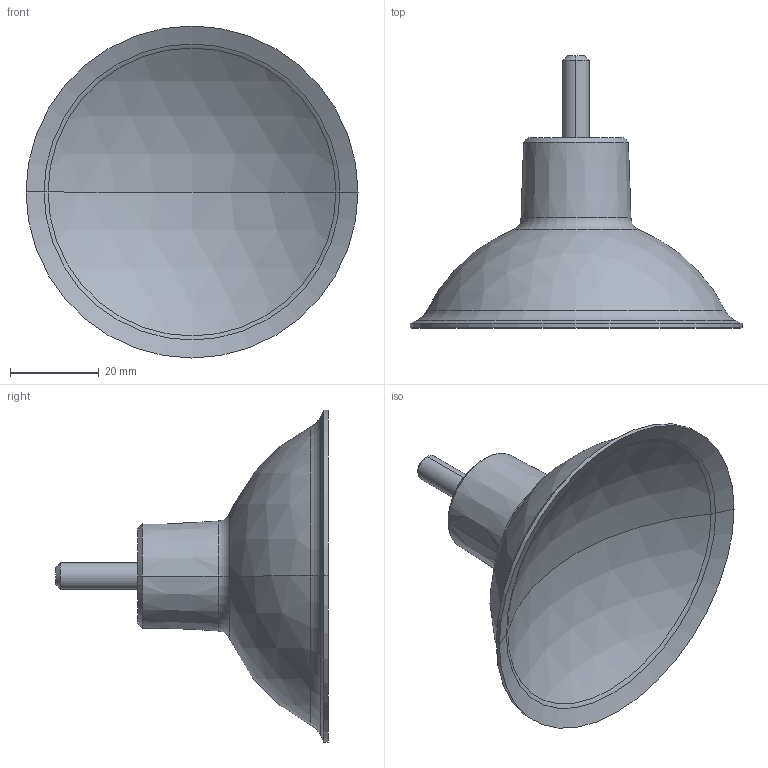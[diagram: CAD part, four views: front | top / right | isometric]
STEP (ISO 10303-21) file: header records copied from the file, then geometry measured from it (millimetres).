
FILE_DESCRIPTION (( 'STEP AP214' ), '1' );
FILE_NAME ('967 Rub. Suction Cap White M6 SS Bolt.STEP', '2023-08-07T07:47:51', ( '' ), ( '' ), 'SwSTEP 2.0', 'SolidWorks 2023', '' );
FILE_SCHEMA (( 'AUTOMOTIVE_DESIGN' ));
Length unit declared in the file: millimetre
Products named in the file (1): 967 Rub. Suction Cap White M6 SS Bolt
Bounding box: 75 x 61.5 x 75 mm (x, y, z)
Volume: 40271.2 mm3; surface area: 14406.1 mm2
Topology: 3 solids, 3 shells, 53 faces, 110 edges, 67 vertices
Faces by surface type: plane 21, cylinder 12, cone 10, torus 6, sphere 4
Entity records: 1449 total; most frequent: DIRECTION 270, CARTESIAN_POINT 231, ORIENTED_EDGE 220, EDGE_CURVE 110, AXIS2_PLACEMENT_3D 106, VERTEX_POINT 67, EDGE_LOOP 59, LINE 58
